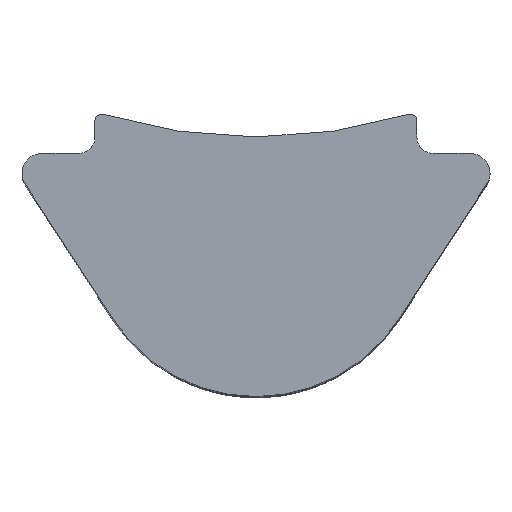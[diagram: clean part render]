
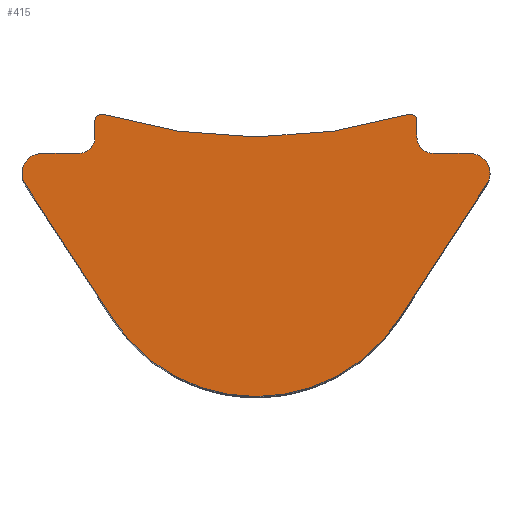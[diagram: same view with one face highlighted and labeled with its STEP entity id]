
A CAD part, top view. The second image highlights one B-rep face of the part: STEP entity #415.
In plain terms, the highlighted planar face has unit normal (0, 0, 1).
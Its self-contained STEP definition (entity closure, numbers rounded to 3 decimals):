
#17 = AXIS2_PLACEMENT_3D ( 'NONE', #461, #208, #456 ) ;
#21 = ORIENTED_EDGE ( 'NONE', *, *, #203, .T. ) ;
#26 = ORIENTED_EDGE ( 'NONE', *, *, #849, .T. ) ;
#28 = CARTESIAN_POINT ( 'NONE',  ( 0., 7.652, 0. ) ) ;
#34 = CARTESIAN_POINT ( 'NONE',  ( -2.45, -0.1, 0. ) ) ;
#38 = CARTESIAN_POINT ( 'NONE',  ( 3.262, -0.6, 0. ) ) ;
#47 = ORIENTED_EDGE ( 'NONE', *, *, #60, .T. ) ;
#48 = VERTEX_POINT ( 'NONE', #871 ) ;
#50 = CARTESIAN_POINT ( 'NONE',  ( -2.181, -3.116, 0. ) ) ;
#56 = ORIENTED_EDGE ( 'NONE', *, *, #285, .T. ) ;
#60 = EDGE_CURVE ( 'NONE', #72, #62, #417, .T. ) ;
#62 = VERTEX_POINT ( 'NONE', #390 ) ;
#63 = AXIS2_PLACEMENT_3D ( 'NONE', #401, #628, #148 ) ;
#64 = DIRECTION ( 'NONE',  ( -1., 0., 0. ) ) ;
#66 = VERTEX_POINT ( 'NONE', #222 ) ;
#68 = DIRECTION ( 'NONE',  ( 0., 0., 1. ) ) ;
#72 = VERTEX_POINT ( 'NONE', #344 ) ;
#74 = CARTESIAN_POINT ( 'NONE',  ( -3.262, -0.9, 0. ) ) ;
#101 = CARTESIAN_POINT ( 'NONE',  ( -3.262, -0.6, 0. ) ) ;
#104 = CARTESIAN_POINT ( 'NONE',  ( 2.45, -0.1, 0. ) ) ;
#115 = ORIENTED_EDGE ( 'NONE', *, *, #748, .T. ) ;
#130 = VERTEX_POINT ( 'NONE', #881 ) ;
#148 = DIRECTION ( 'NONE',  ( 1., 0., 0. ) ) ;
#149 = DIRECTION ( 'NONE',  ( 1., 0., 0. ) ) ;
#159 = CARTESIAN_POINT ( 'NONE',  ( 2.321, -0.004, 0. ) ) ;
#163 = DIRECTION ( 'NONE',  ( 0., -1., 0. ) ) ;
#165 = CARTESIAN_POINT ( 'NONE',  ( 0., -1.7, 0. ) ) ;
#170 = EDGE_CURVE ( 'NONE', #130, #627, #658, .T. ) ;
#177 = VERTEX_POINT ( 'NONE', #692 ) ;
#178 = DIRECTION ( 'NONE',  ( -1., 0., 0. ) ) ;
#186 = DIRECTION ( 'NONE',  ( 1., 0., 0. ) ) ;
#188 = DIRECTION ( 'NONE',  ( 0., 0., 1. ) ) ;
#203 = EDGE_CURVE ( 'NONE', #66, #454, #905, .T. ) ;
#204 = DIRECTION ( 'NONE',  ( 0., 0., -1. ) ) ;
#208 = DIRECTION ( 'NONE',  ( 0., 0., 1. ) ) ;
#212 = CARTESIAN_POINT ( 'NONE',  ( 2.7, -0.35, 0. ) ) ;
#222 = CARTESIAN_POINT ( 'NONE',  ( 3.262, -0.6, 0. ) ) ;
#224 = VERTEX_POINT ( 'NONE', #261 ) ;
#233 = CARTESIAN_POINT ( 'NONE',  ( 3.562, -0.9, 0. ) ) ;
#236 = VECTOR ( 'NONE', #271, 1000. ) ;
#240 = CARTESIAN_POINT ( 'NONE',  ( -2.7, -0.6, 0. ) ) ;
#245 = CARTESIAN_POINT ( 'NONE',  ( 3.262, -0.9, 0. ) ) ;
#246 = ORIENTED_EDGE ( 'NONE', *, *, #399, .T. ) ;
#247 = AXIS2_PLACEMENT_3D ( 'NONE', #28, #450, #827 ) ;
#254 = CARTESIAN_POINT ( 'NONE',  ( 2.181, -3.116, 0. ) ) ;
#261 = CARTESIAN_POINT ( 'NONE',  ( 3.514, -1.063, 0. ) ) ;
#271 = DIRECTION ( 'NONE',  ( 0.545, -0.839, 0. ) ) ;
#285 = EDGE_CURVE ( 'NONE', #775, #306, #855, .T. ) ;
#298 = EDGE_CURVE ( 'NONE', #306, #130, #808, .T. ) ;
#306 = VERTEX_POINT ( 'NONE', #159 ) ;
#317 = EDGE_CURVE ( 'NONE', #48, #504, #818, .T. ) ;
#339 = AXIS2_PLACEMENT_3D ( 'NONE', #869, #788, #710 ) ;
#344 = CARTESIAN_POINT ( 'NONE',  ( -3.514, -1.063, 0. ) ) ;
#347 = EDGE_CURVE ( 'NONE', #584, #775, #680, .T. ) ;
#356 = EDGE_CURVE ( 'NONE', #224, #382, #673, .T. ) ;
#359 = DIRECTION ( 'NONE',  ( 1., 0., 0. ) ) ;
#362 = DIRECTION ( 'NONE',  ( 0., 0., 1. ) ) ;
#363 = CARTESIAN_POINT ( 'NONE',  ( 3.262, -0.9, 0. ) ) ;
#376 = ORIENTED_EDGE ( 'NONE', *, *, #431, .T. ) ;
#382 = VERTEX_POINT ( 'NONE', #233 ) ;
#390 = CARTESIAN_POINT ( 'NONE',  ( -2.181, -3.116, 0. ) ) ;
#399 = EDGE_CURVE ( 'NONE', #177, #72, #653, .T. ) ;
#401 = CARTESIAN_POINT ( 'NONE',  ( -2.7, -0.35, 0. ) ) ;
#410 = DIRECTION ( 'NONE',  ( -1., 0., 0. ) ) ;
#415 = ADVANCED_FACE ( 'NONE', ( #636 ), #853, .T. ) ;
#417 = LINE ( 'NONE', #50, #236 ) ;
#428 = VERTEX_POINT ( 'NONE', #254 ) ;
#431 = EDGE_CURVE ( 'NONE', #62, #428, #599, .T. ) ;
#450 = DIRECTION ( 'NONE',  ( 0., 0., -1. ) ) ;
#454 = VERTEX_POINT ( 'NONE', #560 ) ;
#456 = DIRECTION ( 'NONE',  ( -1., 0., 0. ) ) ;
#461 = CARTESIAN_POINT ( 'NONE',  ( -2.35, -0.1, 0. ) ) ;
#466 = EDGE_CURVE ( 'NONE', #504, #177, #571, .T. ) ;
#467 = CARTESIAN_POINT ( 'NONE',  ( 2.45, -0.35, 0. ) ) ;
#490 = VECTOR ( 'NONE', #601, 1000. ) ;
#495 = CIRCLE ( 'NONE', #632, 0.3 ) ;
#504 = VERTEX_POINT ( 'NONE', #240 ) ;
#507 = CIRCLE ( 'NONE', #650, 0.25 ) ;
#525 = DIRECTION ( 'NONE',  ( 1., 0., 0. ) ) ;
#529 = LINE ( 'NONE', #764, #490 ) ;
#531 = VECTOR ( 'NONE', #163, 1000. ) ;
#533 = LINE ( 'NONE', #34, #531 ) ;
#543 = VECTOR ( 'NONE', #410, 1000. ) ;
#560 = CARTESIAN_POINT ( 'NONE',  ( 2.7, -0.6, 0. ) ) ;
#561 = EDGE_CURVE ( 'NONE', #627, #48, #533, .T. ) ;
#565 = CARTESIAN_POINT ( 'NONE',  ( -2.45, -0.1, 0. ) ) ;
#571 = LINE ( 'NONE', #101, #543 ) ;
#584 = VERTEX_POINT ( 'NONE', #467 ) ;
#599 = CIRCLE ( 'NONE', #733, 2.6 ) ;
#601 = DIRECTION ( 'NONE',  ( 0.545, 0.839, 0. ) ) ;
#606 = CARTESIAN_POINT ( 'NONE',  ( 2.45, -0.1, 0. ) ) ;
#627 = VERTEX_POINT ( 'NONE', #565 ) ;
#628 = DIRECTION ( 'NONE',  ( 0., 0., -1. ) ) ;
#632 = AXIS2_PLACEMENT_3D ( 'NONE', #245, #188, #186 ) ;
#636 = FACE_OUTER_BOUND ( 'NONE', #777, .T. ) ;
#646 = DIRECTION ( 'NONE',  ( 0., 0., 1. ) ) ;
#650 = AXIS2_PLACEMENT_3D ( 'NONE', #212, #204, #683 ) ;
#653 = CIRCLE ( 'NONE', #856, 0.3 ) ;
#658 = CIRCLE ( 'NONE', #17, 0.1 ) ;
#673 = CIRCLE ( 'NONE', #888, 0.3 ) ;
#676 = VECTOR ( 'NONE', #707, 1000. ) ;
#680 = LINE ( 'NONE', #606, #676 ) ;
#683 = DIRECTION ( 'NONE',  ( -1., 0., 0. ) ) ;
#692 = CARTESIAN_POINT ( 'NONE',  ( -3.262, -0.6, 0. ) ) ;
#693 = CARTESIAN_POINT ( 'NONE',  ( 0., -1.7, 0. ) ) ;
#707 = DIRECTION ( 'NONE',  ( 0., 1., 0. ) ) ;
#710 = DIRECTION ( 'NONE',  ( 1., 0., 0. ) ) ;
#733 = AXIS2_PLACEMENT_3D ( 'NONE', #693, #762, #525 ) ;
#734 = ORIENTED_EDGE ( 'NONE', *, *, #347, .T. ) ;
#739 = ORIENTED_EDGE ( 'NONE', *, *, #170, .T. ) ;
#748 = EDGE_CURVE ( 'NONE', #454, #584, #507, .T. ) ;
#757 = VECTOR ( 'NONE', #178, 1000. ) ;
#762 = DIRECTION ( 'NONE',  ( 0., 0., 1. ) ) ;
#764 = CARTESIAN_POINT ( 'NONE',  ( 2.181, -3.116, 0. ) ) ;
#775 = VERTEX_POINT ( 'NONE', #104 ) ;
#777 = EDGE_LOOP ( 'NONE', ( #376, #867, #885, #26, #21, #115, #734, #56, #826, #739, #816, #796, #812, #246, #47 ) ) ;
#779 = AXIS2_PLACEMENT_3D ( 'NONE', #165, #646, #149 ) ;
#788 = DIRECTION ( 'NONE',  ( 0., 0., 1. ) ) ;
#796 = ORIENTED_EDGE ( 'NONE', *, *, #317, .T. ) ;
#808 = CIRCLE ( 'NONE', #247, 8. ) ;
#812 = ORIENTED_EDGE ( 'NONE', *, *, #466, .T. ) ;
#816 = ORIENTED_EDGE ( 'NONE', *, *, #561, .T. ) ;
#818 = CIRCLE ( 'NONE', #63, 0.25 ) ;
#826 = ORIENTED_EDGE ( 'NONE', *, *, #298, .T. ) ;
#827 = DIRECTION ( 'NONE',  ( 1., 0., 0. ) ) ;
#847 = EDGE_CURVE ( 'NONE', #428, #224, #529, .T. ) ;
#849 = EDGE_CURVE ( 'NONE', #382, #66, #495, .T. ) ;
#853 = PLANE ( 'NONE',  #779 ) ;
#855 = CIRCLE ( 'NONE', #339, 0.1 ) ;
#856 = AXIS2_PLACEMENT_3D ( 'NONE', #74, #68, #64 ) ;
#867 = ORIENTED_EDGE ( 'NONE', *, *, #847, .T. ) ;
#869 = CARTESIAN_POINT ( 'NONE',  ( 2.35, -0.1, 0. ) ) ;
#871 = CARTESIAN_POINT ( 'NONE',  ( -2.45, -0.35, 0. ) ) ;
#881 = CARTESIAN_POINT ( 'NONE',  ( -2.321, -0.004, 0. ) ) ;
#885 = ORIENTED_EDGE ( 'NONE', *, *, #356, .T. ) ;
#888 = AXIS2_PLACEMENT_3D ( 'NONE', #363, #362, #359 ) ;
#905 = LINE ( 'NONE', #38, #757 ) ;
